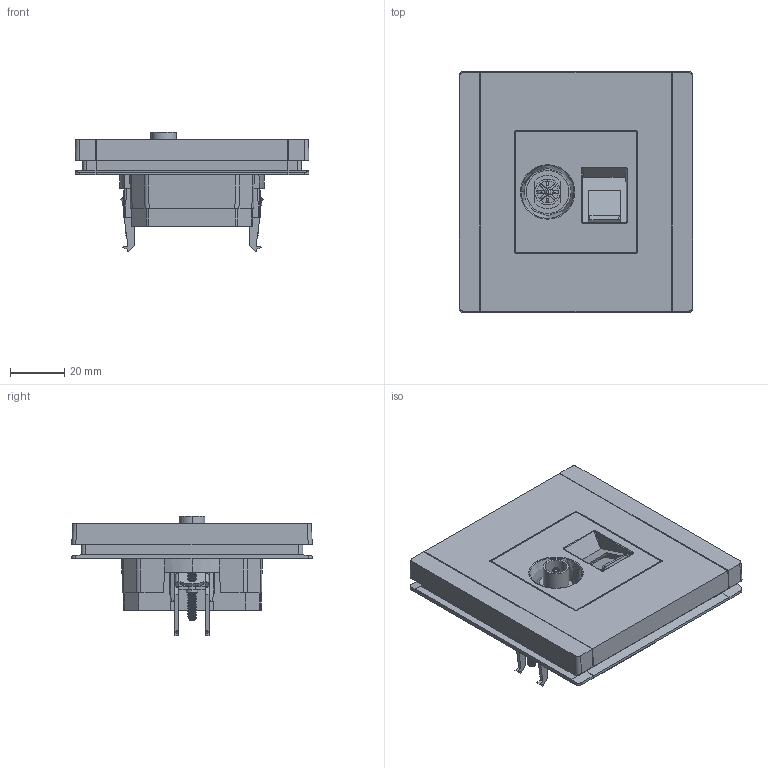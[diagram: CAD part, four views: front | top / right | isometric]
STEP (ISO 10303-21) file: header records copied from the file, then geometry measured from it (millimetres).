
FILE_DESCRIPTION (( 'STEP AP214' ), '1' );
FILE_NAME ('RJ45+TV.STEP', '2025-03-11T10:19:20', ( '' ), ( '' ), 'SwSTEP 2.0', 'SolidWorks 2022', '' );
FILE_SCHEMA (( 'AUTOMOTIVE_DESIGN' ));
Length unit declared in the file: millimetre
Products named in the file (1): RJ45+TV
Bounding box: 86.46 x 89 x 44.36 mm (x, y, z)
Volume: 132316.6 mm3; surface area: 44498.7 mm2
Topology: 1 solids, 73 shells, 2374 faces, 6541 edges, 4295 vertices
Faces by surface type: plane 1596, cylinder 627, bspline 86, cone 46, torus 19
Entity records: 109784 total; most frequent: CARTESIAN_POINT 51883, ORIENTED_EDGE 13082, DIRECTION 10598, EDGE_CURVE 6541, VECTOR 4656, LINE 4656, VERTEX_POINT 4295, AXIS2_PLACEMENT_3D 2971
